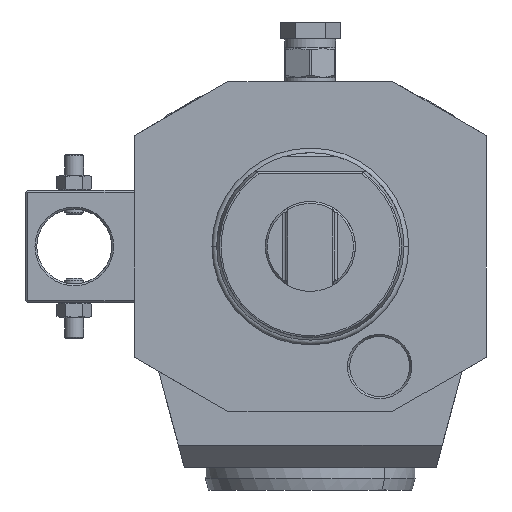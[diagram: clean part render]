
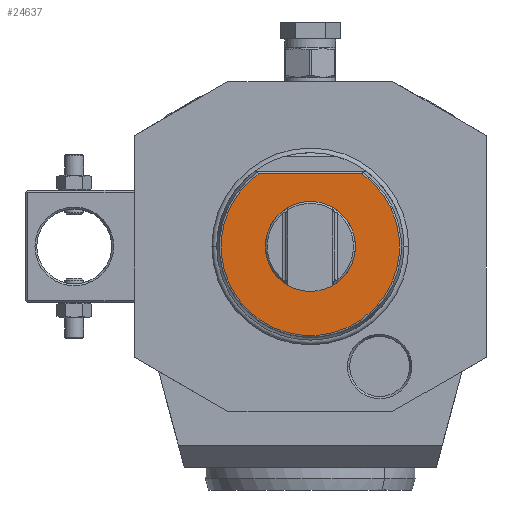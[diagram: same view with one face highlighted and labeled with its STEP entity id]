
A CAD part, front view. The second image highlights one B-rep face of the part: STEP entity #24637.
In plain terms, the highlighted planar face has unit normal (0, -1, 0).
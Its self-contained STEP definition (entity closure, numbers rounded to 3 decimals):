
#10180=CARTESIAN_POINT('',(-13.667,-157.,19.5));
#10208=CARTESIAN_POINT('',(0.,-157.,0.));
#10209=DIRECTION('',(0.,-1.,0.));
#10210=DIRECTION('',(-0.574,0.,0.819));
#10211=AXIS2_PLACEMENT_3D('',#10208,#10209,#10210);
#10239=CARTESIAN_POINT('',(13.667,-157.,19.5));
#10246=DIRECTION('',(-1.,0.,0.));
#10247=VECTOR('',#10246,27.334);
#10248=CARTESIAN_POINT('',(13.667,-157.,19.5));
#10249=LINE('',#10248,#10247);
#10250=CARTESIAN_POINT('',(0.,-157.,0.));
#10251=DIRECTION('',(0.,1.,0.));
#10252=DIRECTION('',(0.,0.,1.));
#10253=AXIS2_PLACEMENT_3D('',#10250,#10251,#10252);
#10265=CARTESIAN_POINT('',(0.,-157.,0.));
#10266=DIRECTION('',(0.,1.,0.));
#10267=DIRECTION('',(0.,0.,-1.));
#10268=AXIS2_PLACEMENT_3D('',#10265,#10266,#10267);
#13939=VERTEX_POINT('',#10180);
#13945=VERTEX_POINT('',#10239);
#14882=CARTESIAN_POINT('',(0.,-157.,12.));
#14883=CARTESIAN_POINT('',(0.,-157.,-12.));
#14884=VERTEX_POINT('',#14882);
#14885=VERTEX_POINT('',#14883);
#24622=CARTESIAN_POINT('',(0.,-157.,-59.));
#24623=DIRECTION('',(0.,-1.,0.));
#24624=DIRECTION('',(1.,0.,0.));
#24625=AXIS2_PLACEMENT_3D('',#24622,#24623,#24624);
#24626=PLANE('',#24625);
#24627=ORIENTED_EDGE('',*,*,#24603,.F.);
#24628=ORIENTED_EDGE('',*,*,#24614,.F.);
#24629=EDGE_LOOP('',(#24627,#24628));
#24630=FACE_OUTER_BOUND('',#24629,.F.);
#24632=ORIENTED_EDGE('',*,*,#24631,.F.);
#24634=ORIENTED_EDGE('',*,*,#24633,.F.);
#24635=EDGE_LOOP('',(#24632,#24634));
#24636=FACE_BOUND('',#24635,.F.);
#10212=CIRCLE('',#10211,23.812);
#10254=CIRCLE('',#10253,12.);
#10269=CIRCLE('',#10268,12.);
#24603=EDGE_CURVE('',#13945,#13939,#10249,.T.);
#24614=EDGE_CURVE('',#13939,#13945,#10212,.T.);
#24631=EDGE_CURVE('',#14884,#14885,#10254,.T.);
#24633=EDGE_CURVE('',#14885,#14884,#10269,.T.);
#24637=ADVANCED_FACE('',(#24630,#24636),#24626,.T.);
